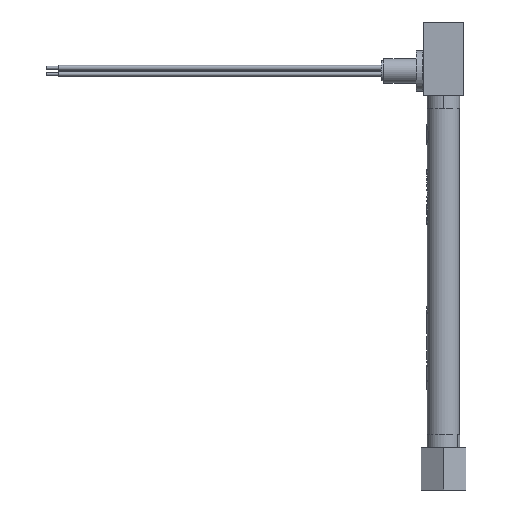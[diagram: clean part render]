
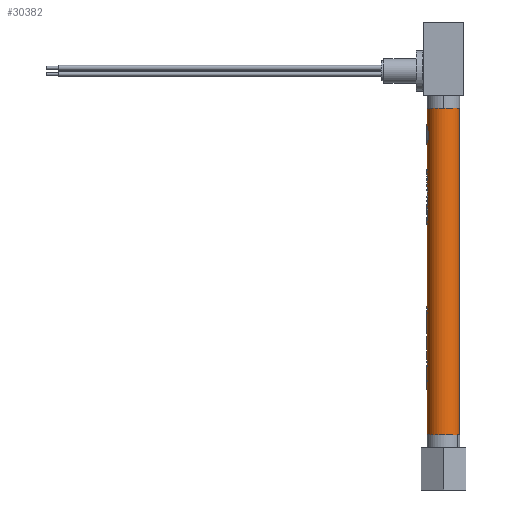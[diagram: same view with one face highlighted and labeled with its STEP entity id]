
A CAD part, left-side view. The second image highlights one B-rep face of the part: STEP entity #30382.
In plain terms, the highlighted cylindrical face has radius 6.35 mm (diameter 12.7 mm), a partial arc.
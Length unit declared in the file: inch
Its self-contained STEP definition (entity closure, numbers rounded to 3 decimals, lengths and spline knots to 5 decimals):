
#42 = CARTESIAN_POINT ( 'NONE',  ( 0.06586, 0.24117, -5.59 ) ) ;
#1016 = ORIENTED_EDGE ( 'NONE', *, *, #4847, .T. ) ;
#1216 = VERTEX_POINT ( 'NONE', #32772 ) ;
#1294 = LINE ( 'NONE', #42, #1761 ) ;
#1761 = VECTOR ( 'NONE', #18737, 39.37008 ) ;
#4087 = LINE ( 'NONE', #24424, #4266 ) ;
#4266 = VECTOR ( 'NONE', #24382, 39.37008 ) ;
#4847 = EDGE_CURVE ( 'NONE', #24834, #20976, #9312, .T. ) ;
#4917 = DIRECTION ( 'NONE',  ( -0.263, -0.965, 0. ) ) ;
#6415 = CARTESIAN_POINT ( 'NONE',  ( 0.06586, 0.24117, -5.59 ) ) ;
#7233 = ORIENTED_EDGE ( 'NONE', *, *, #36259, .F. ) ;
#7758 = CARTESIAN_POINT ( 'NONE',  ( -0.06586, -0.24117, -5.59 ) ) ;
#7762 = EDGE_CURVE ( 'NONE', #20976, #1216, #4087, .T. ) ;
#8515 = ORIENTED_EDGE ( 'NONE', *, *, #24702, .T. ) ;
#9147 = DIRECTION ( 'NONE',  ( -0.263, -0.965, 0. ) ) ;
#9312 = CIRCLE ( 'NONE', #36120, 0.25 ) ;
#9801 = CIRCLE ( 'NONE', #38754, 0.25 ) ;
#15950 = FACE_OUTER_BOUND ( 'NONE', #22348, .T. ) ;
#16392 = CYLINDRICAL_SURFACE ( 'NONE', #25145, 0.25 ) ;
#16618 = CARTESIAN_POINT ( 'NONE',  ( 0.06586, 0.24117, -0.575 ) ) ;
#18257 = DIRECTION ( 'NONE',  ( 0., 0., -1. ) ) ;
#18737 = DIRECTION ( 'NONE',  ( 0., 0., 1. ) ) ;
#20976 = VERTEX_POINT ( 'NONE', #7758 ) ;
#21997 = DIRECTION ( 'NONE',  ( 0., 0., 1. ) ) ;
#22348 = EDGE_LOOP ( 'NONE', ( #7233, #1016, #27731, #8515 ) ) ;
#24382 = DIRECTION ( 'NONE',  ( 0., 0., 1. ) ) ;
#24424 = CARTESIAN_POINT ( 'NONE',  ( -0.06586, -0.24117, -5.59 ) ) ;
#24702 = EDGE_CURVE ( 'NONE', #1216, #25069, #9801, .T. ) ;
#24834 = VERTEX_POINT ( 'NONE', #6415 ) ;
#25069 = VERTEX_POINT ( 'NONE', #16618 ) ;
#25145 = AXIS2_PLACEMENT_3D ( 'NONE', #29543, #26262, #4917 ) ;
#26262 = DIRECTION ( 'NONE',  ( 0., 0., 1. ) ) ;
#27731 = ORIENTED_EDGE ( 'NONE', *, *, #7762, .T. ) ;
#29543 = CARTESIAN_POINT ( 'NONE',  ( 0., 0., -5.59 ) ) ;
#29991 = CARTESIAN_POINT ( 'NONE',  ( 0., 0., -5.59 ) ) ;
#30382 = ADVANCED_FACE ( 'NONE', ( #15950 ), #16392, .T. ) ;
#32772 = CARTESIAN_POINT ( 'NONE',  ( -0.06586, -0.24117, -0.575 ) ) ;
#36120 = AXIS2_PLACEMENT_3D ( 'NONE', #29991, #21997, #9147 ) ;
#36259 = EDGE_CURVE ( 'NONE', #24834, #25069, #1294, .T. ) ;
#36627 = CARTESIAN_POINT ( 'NONE',  ( 0., 0., -0.575 ) ) ;
#38754 = AXIS2_PLACEMENT_3D ( 'NONE', #36627, #18257, #39681 ) ;
#39681 = DIRECTION ( 'NONE',  ( -0.263, -0.965, 0. ) ) ;
